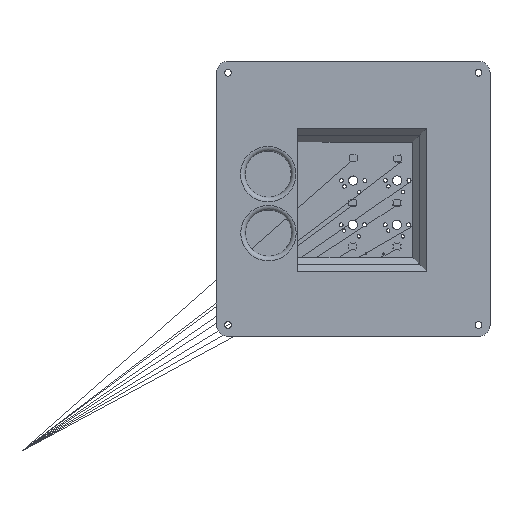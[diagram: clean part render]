
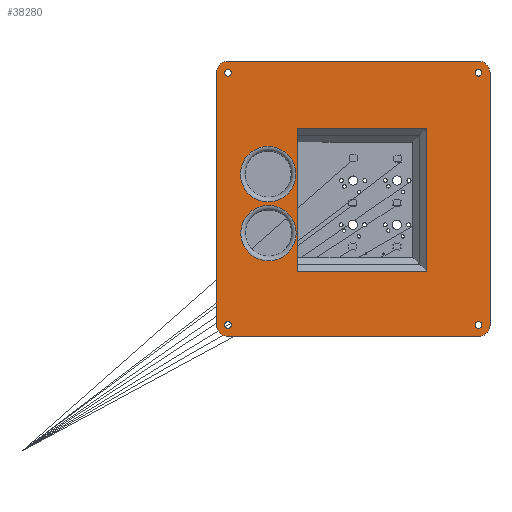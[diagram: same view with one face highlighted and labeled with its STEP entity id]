
A CAD part, front view. The second image highlights one B-rep face of the part: STEP entity #38280.
In plain terms, the highlighted planar face has unit normal (0, -1, 0).
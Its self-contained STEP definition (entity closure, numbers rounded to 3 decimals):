
#1975=FACE_BOUND('',#6282,.T.);
#1976=FACE_BOUND('',#6283,.T.);
#1977=FACE_BOUND('',#6284,.T.);
#1978=FACE_BOUND('',#6285,.T.);
#1979=FACE_BOUND('',#6286,.T.);
#1980=FACE_BOUND('',#6287,.T.);
#1981=FACE_BOUND('',#6288,.T.);
#2639=CIRCLE('',#41019,12.);
#2643=CIRCLE('',#41025,5.);
#2644=CIRCLE('',#41026,5.);
#2645=CIRCLE('',#41027,5.);
#2646=CIRCLE('',#41028,5.);
#2647=CIRCLE('',#41029,12.);
#2648=CIRCLE('',#41030,1.45);
#2649=CIRCLE('',#41031,1.45);
#2650=CIRCLE('',#41032,1.45);
#2651=CIRCLE('',#41033,1.45);
#3840=FACE_OUTER_BOUND('',#6281,.T.);
#6281=EDGE_LOOP('',(#29795,#29796,#29797,#29798,#29799,#29800,#29801,#29802));
#6282=EDGE_LOOP('',(#29803));
#6283=EDGE_LOOP('',(#29804,#29805,#29806,#29807));
#6284=EDGE_LOOP('',(#29808));
#6285=EDGE_LOOP('',(#29809));
#6286=EDGE_LOOP('',(#29810));
#6287=EDGE_LOOP('',(#29811));
#6288=EDGE_LOOP('',(#29812));
#9406=LINE('',#57213,#13576);
#9407=LINE('',#57217,#13577);
#9408=LINE('',#57221,#13578);
#9409=LINE('',#57224,#13579);
#9410=LINE('',#57229,#13580);
#9411=LINE('',#57231,#13581);
#9412=LINE('',#57233,#13582);
#9413=LINE('',#57234,#13583);
#13576=VECTOR('',#47078,10.);
#13577=VECTOR('',#47081,10.);
#13578=VECTOR('',#47084,10.);
#13579=VECTOR('',#47087,10.);
#13580=VECTOR('',#47090,10.);
#13581=VECTOR('',#47091,10.);
#13582=VECTOR('',#47092,10.);
#13583=VECTOR('',#47093,10.);
#17510=VERTEX_POINT('',#57199);
#17513=VERTEX_POINT('',#57209);
#17514=VERTEX_POINT('',#57210);
#17515=VERTEX_POINT('',#57212);
#17516=VERTEX_POINT('',#57214);
#17517=VERTEX_POINT('',#57216);
#17518=VERTEX_POINT('',#57218);
#17519=VERTEX_POINT('',#57220);
#17520=VERTEX_POINT('',#57222);
#17521=VERTEX_POINT('',#57225);
#17522=VERTEX_POINT('',#57227);
#17523=VERTEX_POINT('',#57228);
#17524=VERTEX_POINT('',#57230);
#17525=VERTEX_POINT('',#57232);
#17526=VERTEX_POINT('',#57235);
#17527=VERTEX_POINT('',#57237);
#17528=VERTEX_POINT('',#57239);
#17529=VERTEX_POINT('',#57241);
#21950=EDGE_CURVE('',#17510,#17510,#2639,.T.);
#21955=EDGE_CURVE('',#17513,#17514,#2643,.T.);
#21956=EDGE_CURVE('',#17514,#17515,#9406,.T.);
#21957=EDGE_CURVE('',#17515,#17516,#2644,.T.);
#21958=EDGE_CURVE('',#17516,#17517,#9407,.T.);
#21959=EDGE_CURVE('',#17517,#17518,#2645,.T.);
#21960=EDGE_CURVE('',#17518,#17519,#9408,.T.);
#21961=EDGE_CURVE('',#17519,#17520,#2646,.T.);
#21962=EDGE_CURVE('',#17520,#17513,#9409,.T.);
#21963=EDGE_CURVE('',#17521,#17521,#2647,.T.);
#21964=EDGE_CURVE('',#17522,#17523,#9410,.T.);
#21965=EDGE_CURVE('',#17524,#17522,#9411,.T.);
#21966=EDGE_CURVE('',#17524,#17525,#9412,.T.);
#21967=EDGE_CURVE('',#17523,#17525,#9413,.T.);
#21968=EDGE_CURVE('',#17526,#17526,#2648,.T.);
#21969=EDGE_CURVE('',#17527,#17527,#2649,.T.);
#21970=EDGE_CURVE('',#17528,#17528,#2650,.T.);
#21971=EDGE_CURVE('',#17529,#17529,#2651,.T.);
#29795=ORIENTED_EDGE('',*,*,#21955,.T.);
#29796=ORIENTED_EDGE('',*,*,#21956,.T.);
#29797=ORIENTED_EDGE('',*,*,#21957,.T.);
#29798=ORIENTED_EDGE('',*,*,#21958,.T.);
#29799=ORIENTED_EDGE('',*,*,#21959,.T.);
#29800=ORIENTED_EDGE('',*,*,#21960,.T.);
#29801=ORIENTED_EDGE('',*,*,#21961,.T.);
#29802=ORIENTED_EDGE('',*,*,#21962,.T.);
#29803=ORIENTED_EDGE('',*,*,#21963,.F.);
#29804=ORIENTED_EDGE('',*,*,#21964,.F.);
#29805=ORIENTED_EDGE('',*,*,#21965,.F.);
#29806=ORIENTED_EDGE('',*,*,#21966,.T.);
#29807=ORIENTED_EDGE('',*,*,#21967,.F.);
#29808=ORIENTED_EDGE('',*,*,#21968,.T.);
#29809=ORIENTED_EDGE('',*,*,#21969,.T.);
#29810=ORIENTED_EDGE('',*,*,#21970,.T.);
#29811=ORIENTED_EDGE('',*,*,#21971,.T.);
#29812=ORIENTED_EDGE('',*,*,#21950,.F.);
#36643=PLANE('',#41024);
#38280=ADVANCED_FACE('',(#3840,#1975,#1976,#1977,#1978,#1979,#1980,#1981),
#36643,.F.);
#41019=AXIS2_PLACEMENT_3D('',#57200,#47063,#47064);
#41024=AXIS2_PLACEMENT_3D('',#57208,#47074,#47075);
#41025=AXIS2_PLACEMENT_3D('',#57211,#47076,#47077);
#41026=AXIS2_PLACEMENT_3D('',#57215,#47079,#47080);
#41027=AXIS2_PLACEMENT_3D('',#57219,#47082,#47083);
#41028=AXIS2_PLACEMENT_3D('',#57223,#47085,#47086);
#41029=AXIS2_PLACEMENT_3D('',#57226,#47088,#47089);
#41030=AXIS2_PLACEMENT_3D('',#57236,#47094,#47095);
#41031=AXIS2_PLACEMENT_3D('',#57238,#47096,#47097);
#41032=AXIS2_PLACEMENT_3D('',#57240,#47098,#47099);
#41033=AXIS2_PLACEMENT_3D('',#57242,#47100,#47101);
#47063=DIRECTION('center_axis',(0.,-1.,0.));
#47064=DIRECTION('ref_axis',(0.,0.,1.));
#47074=DIRECTION('center_axis',(0.,1.,0.));
#47075=DIRECTION('ref_axis',(1.,0.,0.));
#47076=DIRECTION('center_axis',(0.,-1.,0.));
#47077=DIRECTION('ref_axis',(0.707,0.,0.707));
#47078=DIRECTION('',(-1.,0.,0.));
#47079=DIRECTION('center_axis',(0.,-1.,0.));
#47080=DIRECTION('ref_axis',(-0.707,0.,0.707));
#47081=DIRECTION('',(0.,0.,-1.));
#47082=DIRECTION('center_axis',(0.,-1.,0.));
#47083=DIRECTION('ref_axis',(-0.707,0.,-0.707));
#47084=DIRECTION('',(1.,0.,0.));
#47085=DIRECTION('center_axis',(0.,-1.,0.));
#47086=DIRECTION('ref_axis',(0.707,0.,-0.707));
#47087=DIRECTION('',(0.,0.,1.));
#47088=DIRECTION('center_axis',(0.,-1.,0.));
#47089=DIRECTION('ref_axis',(0.,0.,1.));
#47090=DIRECTION('',(0.,0.,1.));
#47091=DIRECTION('',(1.,0.,0.));
#47092=DIRECTION('',(0.,0.,1.));
#47093=DIRECTION('',(-1.,0.,0.));
#47094=DIRECTION('center_axis',(0.,1.,0.));
#47095=DIRECTION('ref_axis',(1.,0.,0.));
#47096=DIRECTION('center_axis',(0.,1.,0.));
#47097=DIRECTION('ref_axis',(1.,0.,0.));
#47098=DIRECTION('center_axis',(0.,1.,0.));
#47099=DIRECTION('ref_axis',(1.,0.,0.));
#47100=DIRECTION('center_axis',(0.,1.,0.));
#47101=DIRECTION('ref_axis',(1.,0.,0.));
#57199=CARTESIAN_POINT('',(12.335,-3.,-50.875));
#57200=CARTESIAN_POINT('Origin',(12.335,-3.,-38.875));
#57208=CARTESIAN_POINT('Origin',(49.2,-3.,-49.59));
#57209=CARTESIAN_POINT('',(108.4,-3.,5.));
#57210=CARTESIAN_POINT('',(103.4,-3.,10.));
#57211=CARTESIAN_POINT('Origin',(103.4,-3.,5.));
#57212=CARTESIAN_POINT('',(-5.,-3.,10.));
#57213=CARTESIAN_POINT('',(108.4,-3.,10.));
#57214=CARTESIAN_POINT('',(-10.,-3.,5.));
#57215=CARTESIAN_POINT('Origin',(-5.,-3.,5.));
#57216=CARTESIAN_POINT('',(-10.,-3.,-104.18));
#57217=CARTESIAN_POINT('',(-10.,-3.,10.));
#57218=CARTESIAN_POINT('',(-5.,-3.,-109.18));
#57219=CARTESIAN_POINT('Origin',(-5.,-3.,-104.18));
#57220=CARTESIAN_POINT('',(103.4,-3.,-109.18));
#57221=CARTESIAN_POINT('',(-10.,-3.,-109.18));
#57222=CARTESIAN_POINT('',(108.4,-3.,-104.18));
#57223=CARTESIAN_POINT('Origin',(103.4,-3.,-104.18));
#57224=CARTESIAN_POINT('',(108.4,-3.,-109.18));
#57225=CARTESIAN_POINT('',(12.509,-3.,-76.397));
#57226=CARTESIAN_POINT('Origin',(12.509,-3.,-64.397));
#57227=CARTESIAN_POINT('',(81.,-3.,-81.));
#57228=CARTESIAN_POINT('',(81.,-3.,-19.));
#57229=CARTESIAN_POINT('',(81.,-3.,-35.795));
#57230=CARTESIAN_POINT('',(25.,-3.,-81.));
#57231=CARTESIAN_POINT('',(63.6,-3.,-81.));
#57232=CARTESIAN_POINT('',(25.,-3.,-19.));
#57233=CARTESIAN_POINT('',(25.,-3.,-62.295));
#57234=CARTESIAN_POINT('',(37.1,-3.,-19.));
#57235=CARTESIAN_POINT('',(-6.45,-3.,-104.18));
#57236=CARTESIAN_POINT('Origin',(-5.,-3.,-104.18));
#57237=CARTESIAN_POINT('',(-6.45,-3.,5.));
#57238=CARTESIAN_POINT('Origin',(-5.,-3.,5.));
#57239=CARTESIAN_POINT('',(101.95,-3.,5.));
#57240=CARTESIAN_POINT('Origin',(103.4,-3.,5.));
#57241=CARTESIAN_POINT('',(101.95,-3.,-104.18));
#57242=CARTESIAN_POINT('Origin',(103.4,-3.,-104.18));
